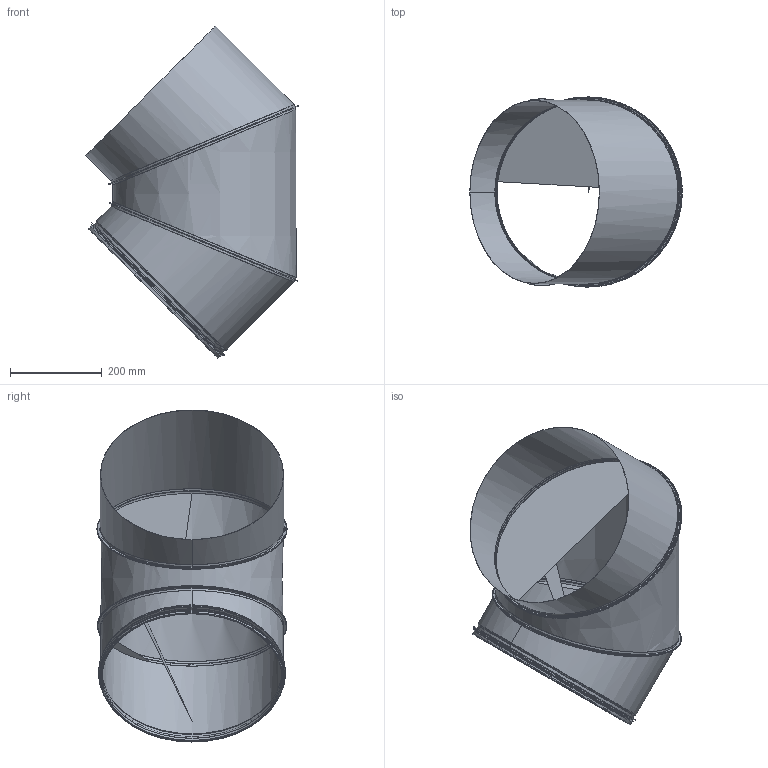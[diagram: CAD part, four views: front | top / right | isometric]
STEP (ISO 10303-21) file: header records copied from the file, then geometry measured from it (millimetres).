
FILE_DESCRIPTION((''),'2;1');
FILE_NAME('DI10009.stp','2014-02-19T15:39:52',(''),(''),'Autodesk Inventor 2013','Autodesk Inventor 2013','');
FILE_SCHEMA(('AUTOMOTIVE_DESIGN { 1 2 10303 214 0 1 1 1 }'));
Length unit declared in the file: millimetre
Products named in the file (6): DI10009; HIBKMRörämne-400; HIBKSegmentMitten-400; HIBKMSegmentÄnde_400; HIBKSegmentÄnde-400; 999009
Assembly tree (5 placements, depth 3):
  DI10009
    HIBKMRörämne-400
      HIBKSegmentMitten-400
      HIBKMSegmentÄnde_400
      HIBKSegmentÄnde-400
    999009
Bounding box: 463.97 x 415 x 724.87 mm (x, y, z)
Volume: 5820024.4 mm3; surface area: 1801304 mm2
Topology: 4 solids, 4 shells, 99 faces, 210 edges, 120 vertices
Faces by surface type: plane 42, bspline 21, cylinder 14, torus 14, cone 8
Full cylindrical faces by diameter (mm): 393 x1, 394 x1, 395.2 x1, 397.8 x5, 398.8 x2, 399.5 x1, 400.5 x1, 404.2 x1, 409.2 x1
Entity records: 5661 total; most frequent: CARTESIAN_POINT 3395, DIRECTION 420, ORIENTED_EDGE 384, EDGE_CURVE 192, AXIS2_PLACEMENT_3D 172, EDGE_LOOP 124, VERTEX_POINT 120, STYLED_ITEM 103
